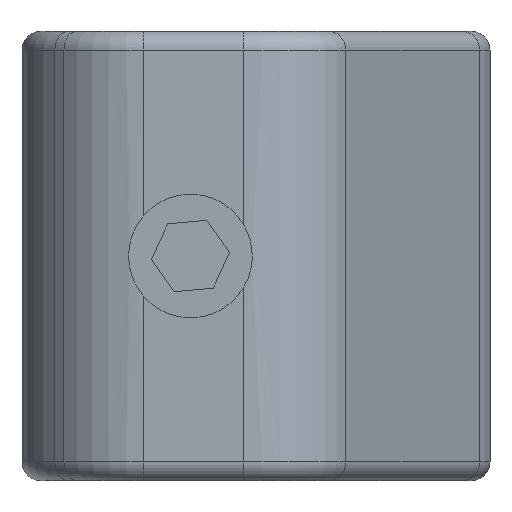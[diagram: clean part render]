
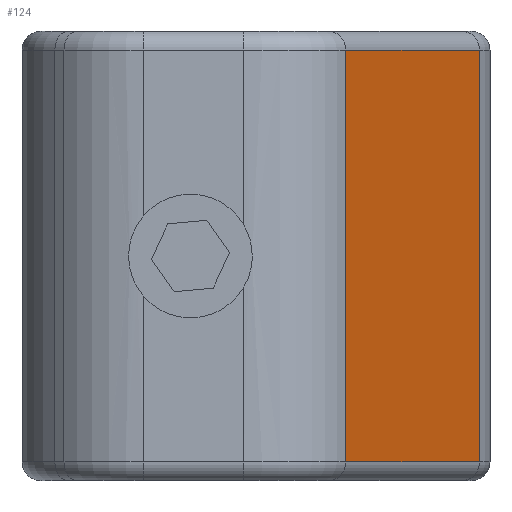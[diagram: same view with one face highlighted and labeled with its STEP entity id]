
A CAD part, left-side view. The second image highlights one B-rep face of the part: STEP entity #124.
In plain terms, the highlighted planar face has unit normal (-0.423, -0.906, 0).
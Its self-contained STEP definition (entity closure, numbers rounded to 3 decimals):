
#98 = EDGE_LOOP ( 'NONE', ( #1362, #2157, #2792, #405 ) ) ;
#124 = ADVANCED_FACE ( 'NONE', ( #1003 ), #2698, .F. ) ;
#141 = CARTESIAN_POINT ( 'NONE',  ( -12.5, 0., -6. ) ) ;
#289 = CARTESIAN_POINT ( 'NONE',  ( -20.768, 3.855, -6. ) ) ;
#316 = LINE ( 'NONE', #2855, #1814 ) ;
#398 = DIRECTION ( 'NONE',  ( -0.906, 0.423, 0. ) ) ;
#405 = ORIENTED_EDGE ( 'NONE', *, *, #3515, .T. ) ;
#559 = VECTOR ( 'NONE', #3341, 1000. ) ;
#587 = LINE ( 'NONE', #289, #559 ) ;
#754 = CARTESIAN_POINT ( 'NONE',  ( -13.103, 0.281, -6. ) ) ;
#770 = LINE ( 'NONE', #754, #1693 ) ;
#830 = VERTEX_POINT ( 'NONE', #1110 ) ;
#837 = CARTESIAN_POINT ( 'NONE',  ( -12.5, 0., -5.5 ) ) ;
#859 = VERTEX_POINT ( 'NONE', #2823 ) ;
#1003 = FACE_OUTER_BOUND ( 'NONE', #98, .T. ) ;
#1047 = CARTESIAN_POINT ( 'NONE',  ( -13.103, 0.281, -5.5 ) ) ;
#1110 = CARTESIAN_POINT ( 'NONE',  ( -13.103, 0.281, 5.5 ) ) ;
#1362 = ORIENTED_EDGE ( 'NONE', *, *, #2009, .T. ) ;
#1403 = LINE ( 'NONE', #837, #1564 ) ;
#1564 = VECTOR ( 'NONE', #3111, 1000. ) ;
#1693 = VECTOR ( 'NONE', #2983, 1000. ) ;
#1814 = VECTOR ( 'NONE', #3164, 1000. ) ;
#1874 = EDGE_CURVE ( 'NONE', #2582, #830, #770, .T. ) ;
#2009 = EDGE_CURVE ( 'NONE', #859, #3493, #587, .T. ) ;
#2157 = ORIENTED_EDGE ( 'NONE', *, *, #2472, .T. ) ;
#2472 = EDGE_CURVE ( 'NONE', #3493, #2582, #1403, .T. ) ;
#2582 = VERTEX_POINT ( 'NONE', #1047 ) ;
#2698 = PLANE ( 'NONE',  #2717 ) ;
#2717 = AXIS2_PLACEMENT_3D ( 'NONE', #141, #3565, #398 ) ;
#2792 = ORIENTED_EDGE ( 'NONE', *, *, #1874, .T. ) ;
#2823 = CARTESIAN_POINT ( 'NONE',  ( -20.768, 3.855, 5.5 ) ) ;
#2855 = CARTESIAN_POINT ( 'NONE',  ( -20.768, 3.855, 5.5 ) ) ;
#2983 = DIRECTION ( 'NONE',  ( 0., 0., 1. ) ) ;
#3111 = DIRECTION ( 'NONE',  ( 0.906, -0.423, 0. ) ) ;
#3164 = DIRECTION ( 'NONE',  ( -0.906, 0.423, 0. ) ) ;
#3341 = DIRECTION ( 'NONE',  ( 0., 0., -1. ) ) ;
#3409 = CARTESIAN_POINT ( 'NONE',  ( -20.768, 3.855, -5.5 ) ) ;
#3493 = VERTEX_POINT ( 'NONE', #3409 ) ;
#3515 = EDGE_CURVE ( 'NONE', #830, #859, #316, .T. ) ;
#3565 = DIRECTION ( 'NONE',  ( 0.423, 0.906, 0. ) ) ;
